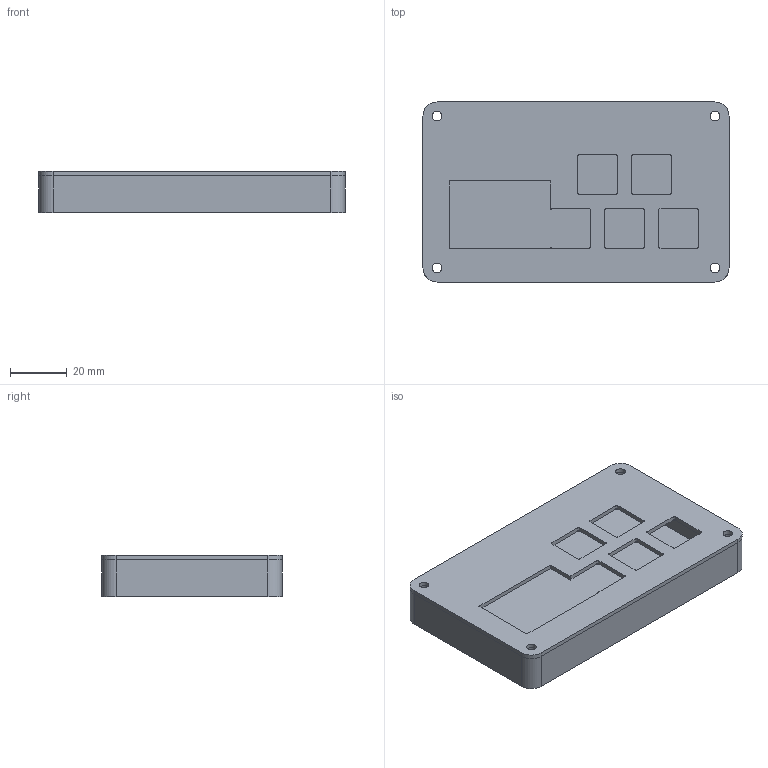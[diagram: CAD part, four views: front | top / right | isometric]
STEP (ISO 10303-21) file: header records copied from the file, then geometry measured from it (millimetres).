
FILE_DESCRIPTION(/* description */ (''),/* implementation_level */ '2;1');
FILE_NAME(/* name */ 'HACKPAD.step',/* time_stamp */ '2026-02-07T17:56:54-05:00',/* author */ (''),/* organization */ (''),/* preprocessor_version */ 'ST-DEVELOPER v20.1',/* originating_system */ 'Autodesk Translation Framework v14.24.0.0',/* authorisation */ '');
FILE_SCHEMA (('AUTOMOTIVE_DESIGN { 1 0 10303 214 3 1 1 }'));
Length unit declared in the file: millimetre
Products named in the file (5): 2026-02-07-14-09-41-486; 2026-02-07-14-15-26-603; 2026-02-02-16-22-24-115; 2026-02-02-22-27-08-345; 2026-02-07-14-31-11-686
Assembly tree (4 placements, depth 3):
  2026-02-07-14-09-41-486
    2026-02-07-14-15-26-603
      2026-02-02-16-22-24-115
      2026-02-02-22-27-08-345
      2026-02-07-14-31-11-686
Bounding box: 108.24 x 63.67 x 14.5 mm (x, y, z)
Volume: 73046.1 mm3; surface area: 41252 mm2
Topology: 3 solids, 3 shells, 470 faces, 1308 edges, 872 vertices
Faces by surface type: bspline 257, plane 173, cylinder 40
Full cylindrical faces by diameter (mm): 3.4 x8, 6 x4
Entity records: 18655 total; most frequent: CARTESIAN_POINT 8097, ORIENTED_EDGE 2616, DIRECTION 1320, EDGE_CURVE 1308, VERTEX_POINT 872, LINE 714, VECTOR 714, EDGE_LOOP 524
